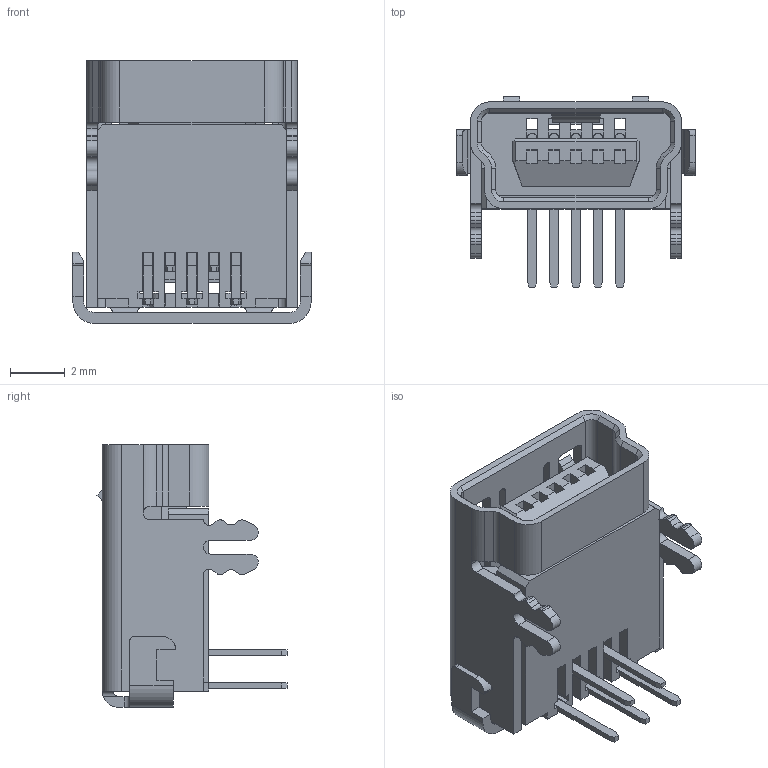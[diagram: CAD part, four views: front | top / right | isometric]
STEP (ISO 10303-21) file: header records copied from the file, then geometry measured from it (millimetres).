
FILE_DESCRIPTION (( 'STEP AP214' ), '1' );
FILE_NAME ('2172034-1.STEP', '2023-05-26T09:13:26', ( '' ), ( '' ), 'SwSTEP 2.0', 'SolidWorks 2021', '' );
FILE_SCHEMA (( 'AUTOMOTIVE_DESIGN' ));
Length unit declared in the file: millimetre
Products named in the file (2): 2172034-1
Assembly tree (1 placements, depth 2):
  2172034-1
    2172034-1
Bounding box: 8.7 x 6.94 x 9.6 mm (x, y, z)
Volume: 151.1 mm3; surface area: 769.2 mm2
Topology: 8 solids, 8 shells, 500 faces, 1433 edges, 936 vertices
Faces by surface type: plane 357, cylinder 133, cone 10
Entity records: 16384 total; most frequent: CARTESIAN_POINT 3003, ORIENTED_EDGE 2866, DIRECTION 2657, EDGE_CURVE 1433, VECTOR 1157, LINE 1157, VERTEX_POINT 936, AXIS2_PLACEMENT_3D 750
